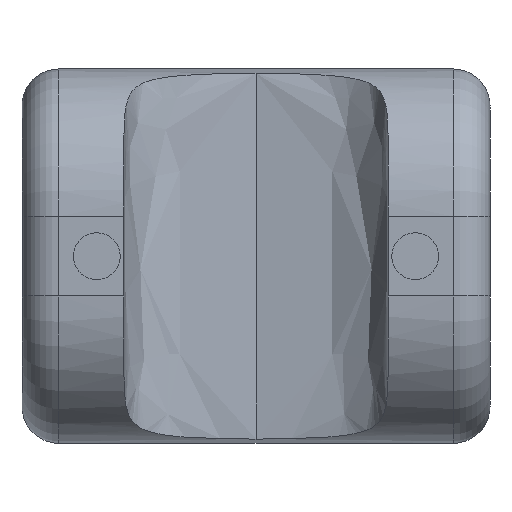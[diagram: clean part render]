
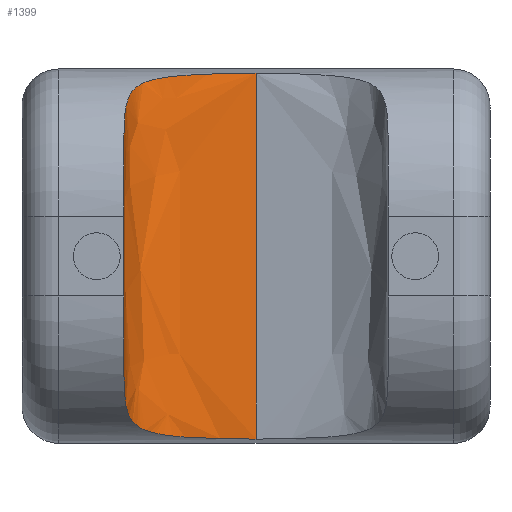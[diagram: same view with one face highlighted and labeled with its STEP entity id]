
A CAD part, front view. The second image highlights one B-rep face of the part: STEP entity #1399.
In plain terms, the highlighted free-form (B-spline) face has degree [3, 1] with [4, 2] control points.
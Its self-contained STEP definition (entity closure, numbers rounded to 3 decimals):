
#139 = CARTESIAN_POINT ( 'NONE',  ( 2.356, 1.458, 5.006 ) ) ;
#159 = CARTESIAN_POINT ( 'NONE',  ( 1.383, 0., 3.08 ) ) ;
#182 = VECTOR ( 'NONE', #884, 1000. ) ;
#282 = FACE_OUTER_BOUND ( 'NONE', #1430, .T. ) ;
#471 = CARTESIAN_POINT ( 'NONE',  ( 3.175, 1.52, 5.022 ) ) ;
#492 = CARTESIAN_POINT ( 'NONE',  ( 1.427, 0.756, 0.432 ) ) ;
#494 = CARTESIAN_POINT ( 'NONE',  ( 1.383, 0.02, 3.406 ) ) ;
#535 = CARTESIAN_POINT ( 'NONE',  ( 1.628, 1.134, 0.196 ) ) ;
#647 = CARTESIAN_POINT ( 'NONE',  ( 1.383, 0., 0.029 ) ) ;
#678 = CARTESIAN_POINT ( 'NONE',  ( 1.881, 1.322, 4.964 ) ) ;
#679 = CARTESIAN_POINT ( 'NONE',  ( 3.175, 1.52, 5.022 ) ) ;
#781 = ORIENTED_EDGE ( 'NONE', *, *, #877, .T. ) ;
#825 = CARTESIAN_POINT ( 'NONE',  ( 1.404, 0.633, 0.538 ) ) ;
#877 = EDGE_CURVE ( 'NONE', #2303, #2168, #1511, .T. ) ;
#884 = DIRECTION ( 'NONE',  ( 0., 0., 1. ) ) ;
#944 = CARTESIAN_POINT ( 'NONE',  ( 3.175, 1.52, 0. ) ) ;
#1010 = CARTESIAN_POINT ( 'NONE',  ( 2.846, 1.512, 5.019 ) ) ;
#1093 = CARTESIAN_POINT ( 'NONE',  ( 1.383, 0.312, 4.165 ) ) ;
#1156 = CARTESIAN_POINT ( 'NONE',  ( 1.382, 0.099, 3.722 ) ) ;
#1181 = CARTESIAN_POINT ( 'NONE',  ( 1.383, 0., 2. ) ) ;
#1194 = CARTESIAN_POINT ( 'NONE',  ( 1.383, 0., 0. ) ) ;
#1238 = CARTESIAN_POINT ( 'NONE',  ( 2.521, 1.482, 0.068 ) ) ;
#1248 = CARTESIAN_POINT ( 'NONE',  ( 1.383, 0.859, 0.029 ) ) ;
#1399 = ADVANCED_FACE ( 'NONE', ( #282 ), #3836, .F. ) ;
#1410 = CARTESIAN_POINT ( 'NONE',  ( 1.625, 1.131, 4.883 ) ) ;
#1418 = EDGE_CURVE ( 'NONE', #2168, #2040, #4253, .T. ) ;
#1430 = EDGE_LOOP ( 'NONE', ( #781, #1660, #1452, #2105 ) ) ;
#1452 = ORIENTED_EDGE ( 'NONE', *, *, #1529, .T. ) ;
#1479 = CARTESIAN_POINT ( 'NONE',  ( 1.444, 0.818, 4.695 ) ) ;
#1511 = B_SPLINE_CURVE_WITH_KNOTS ( 'NONE', 3,
 ( #1181, #3193, #3155, #1907, #2220, #2577, #1522, #2501, #825, #492, #2519, #2193, #3497, #535, #2542, #3519, #1868, #3216, #1238, #1885, #1816, #2149 ),
 .UNSPECIFIED., .F., .F.,
 ( 4, 2, 2, 2, 2, 2, 2, 2, 2, 2, 4 ),
 ( 0., 0., 0.001, 0.001, 0.002, 0.002, 0.002, 0.002, 0.003, 0.003, 0.004 ),
 .UNSPECIFIED. ) ;
#1522 = CARTESIAN_POINT ( 'NONE',  ( 1.383, 0.409, 0.777 ) ) ;
#1529 = EDGE_CURVE ( 'NONE', #2040, #1993, #2932, .T. ) ;
#1660 = ORIENTED_EDGE ( 'NONE', *, *, #1418, .T. ) ;
#1800 = CARTESIAN_POINT ( 'NONE',  ( 2.519, 1.482, 5.012 ) ) ;
#1816 = CARTESIAN_POINT ( 'NONE',  ( 3.011, 1.518, 0.059 ) ) ;
#1868 = CARTESIAN_POINT ( 'NONE',  ( 2.044, 1.381, 0.098 ) ) ;
#1885 = CARTESIAN_POINT ( 'NONE',  ( 2.847, 1.512, 0.06 ) ) ;
#1899 = CARTESIAN_POINT ( 'NONE',  ( 1.383, 0., 5.051 ) ) ;
#1907 = CARTESIAN_POINT ( 'NONE',  ( 1.382, 0.1, 1.356 ) ) ;
#1993 = VERTEX_POINT ( 'NONE', #3292 ) ;
#2040 = VERTEX_POINT ( 'NONE', #679 ) ;
#2085 = CARTESIAN_POINT ( 'NONE',  ( 1.382, 0.159, 3.877 ) ) ;
#2105 = ORIENTED_EDGE ( 'NONE', *, *, #3958, .F. ) ;
#2149 = CARTESIAN_POINT ( 'NONE',  ( 3.175, 1.52, 0.058 ) ) ;
#2168 = VERTEX_POINT ( 'NONE', #3482 ) ;
#2193 = CARTESIAN_POINT ( 'NONE',  ( 1.497, 0.951, 0.296 ) ) ;
#2220 = CARTESIAN_POINT ( 'NONE',  ( 1.382, 0.16, 1.2 ) ) ;
#2258 = VECTOR ( 'NONE', #3250, 1000. ) ;
#2303 = VERTEX_POINT ( 'NONE', #3288 ) ;
#2417 = CARTESIAN_POINT ( 'NONE',  ( 1.495, 0.947, 4.782 ) ) ;
#2439 = CARTESIAN_POINT ( 'NONE',  ( 1.427, 0.753, 4.646 ) ) ;
#2456 = CARTESIAN_POINT ( 'NONE',  ( 1.531, 1.013, 4.821 ) ) ;
#2501 = CARTESIAN_POINT ( 'NONE',  ( 1.397, 0.574, 0.595 ) ) ;
#2519 = CARTESIAN_POINT ( 'NONE',  ( 1.445, 0.821, 0.382 ) ) ;
#2542 = CARTESIAN_POINT ( 'NONE',  ( 1.687, 1.188, 0.171 ) ) ;
#2577 = CARTESIAN_POINT ( 'NONE',  ( 1.383, 0.313, 0.913 ) ) ;
#2588 = CARTESIAN_POINT ( 'NONE',  ( 1.311, 1.499, 0.029 ) ) ;
#2757 = CARTESIAN_POINT ( 'NONE',  ( 1.683, 1.185, 4.907 ) ) ;
#2795 = CARTESIAN_POINT ( 'NONE',  ( 1.404, 0.63, 4.54 ) ) ;
#2932 = B_SPLINE_CURVE_WITH_KNOTS ( 'NONE', 3,
 ( #471, #3456, #1010, #1800, #139, #3619, #678, #2757, #1410, #2456, #2417, #1479, #2439, #2795, #4087, #3728, #1093, #2085, #1156, #494, #3130, #159 ),
 .UNSPECIFIED., .F., .F.,
 ( 4, 2, 2, 2, 2, 2, 2, 2, 2, 2, 4 ),
 ( 0., 0., 0.001, 0.001, 0.002, 0.002, 0.002, 0.002, 0.003, 0.003, 0.004 ),
 .UNSPECIFIED. ) ;
#3130 = CARTESIAN_POINT ( 'NONE',  ( 1.383, 0., 3.245 ) ) ;
#3155 = CARTESIAN_POINT ( 'NONE',  ( 1.383, 0.02, 1.673 ) ) ;
#3193 = CARTESIAN_POINT ( 'NONE',  ( 1.383, 0., 1.835 ) ) ;
#3216 = CARTESIAN_POINT ( 'NONE',  ( 2.359, 1.459, 0.074 ) ) ;
#3250 = DIRECTION ( 'NONE',  ( 0., 0., 1. ) ) ;
#3288 = CARTESIAN_POINT ( 'NONE',  ( 1.383, 0., 2. ) ) ;
#3291 = CARTESIAN_POINT ( 'NONE',  ( 3.175, 1.52, 5.051 ) ) ;
#3292 = CARTESIAN_POINT ( 'NONE',  ( 1.383, 0., 3.08 ) ) ;
#3456 = CARTESIAN_POINT ( 'NONE',  ( 3.01, 1.518, 5.021 ) ) ;
#3482 = CARTESIAN_POINT ( 'NONE',  ( 3.175, 1.52, 0.058 ) ) ;
#3497 = CARTESIAN_POINT ( 'NONE',  ( 1.533, 1.016, 0.257 ) ) ;
#3519 = CARTESIAN_POINT ( 'NONE',  ( 1.886, 1.324, 0.115 ) ) ;
#3527 = CARTESIAN_POINT ( 'NONE',  ( 3.175, 1.52, 0.029 ) ) ;
#3619 = CARTESIAN_POINT ( 'NONE',  ( 2.038, 1.379, 4.982 ) ) ;
#3728 = CARTESIAN_POINT ( 'NONE',  ( 1.383, 0.408, 4.301 ) ) ;
#3836 = B_SPLINE_SURFACE_WITH_KNOTS ( 'NONE', 3, 1, ( 
 ( #3527, #3291 ),
 ( #2588, #4216 ),
 ( #1248, #3910 ),
 ( #647, #1899 ) ),
 .UNSPECIFIED., .F., .F., .F.,
 ( 4, 4 ),
 ( 2, 2 ),
 ( 0., 1. ),
 ( 0., 1. ),
 .UNSPECIFIED. ) ;
#3866 = LINE ( 'NONE', #1194, #182 ) ;
#3910 = CARTESIAN_POINT ( 'NONE',  ( 1.383, 0.859, 5.051 ) ) ;
#3958 = EDGE_CURVE ( 'NONE', #2303, #1993, #3866, .T. ) ;
#4087 = CARTESIAN_POINT ( 'NONE',  ( 1.397, 0.572, 4.483 ) ) ;
#4216 = CARTESIAN_POINT ( 'NONE',  ( 1.311, 1.499, 5.051 ) ) ;
#4253 = LINE ( 'NONE', #944, #2258 ) ;
